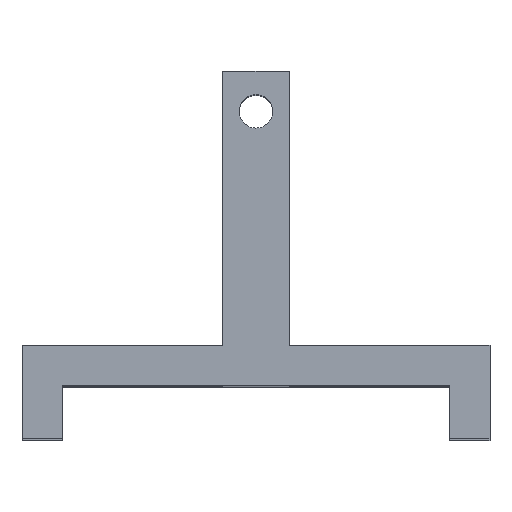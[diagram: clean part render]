
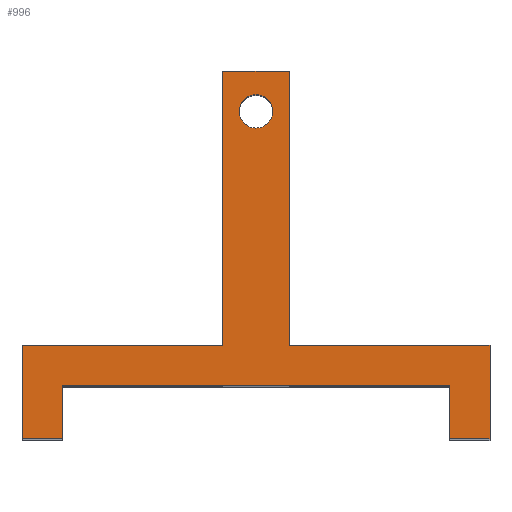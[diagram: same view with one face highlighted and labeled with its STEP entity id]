
A CAD part, top view. The second image highlights one B-rep face of the part: STEP entity #996.
In plain terms, the highlighted planar face has unit normal (0, 0, 1).
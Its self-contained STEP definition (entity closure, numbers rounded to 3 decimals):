
#28=FACE_BOUND('',#178,.T.);
#68=PLANE('',#1070);
#116=FACE_OUTER_BOUND('',#177,.T.);
#177=EDGE_LOOP('',(#916,#917,#918,#919,#920,#921,#922,#923,#924,#925,#926,
#927));
#178=EDGE_LOOP('',(#928));
#197=LINE('',#1361,#323);
#201=LINE('',#1369,#327);
#216=LINE('',#1412,#342);
#220=LINE('',#1419,#346);
#222=LINE('',#1422,#348);
#267=LINE('',#1519,#393);
#273=LINE('',#1531,#399);
#279=LINE('',#1540,#405);
#299=LINE('',#1575,#425);
#301=LINE('',#1579,#427);
#304=LINE('',#1588,#430);
#305=LINE('',#1590,#431);
#323=VECTOR('',#1105,10.);
#327=VECTOR('',#1109,10.);
#342=VECTOR('',#1140,10.);
#346=VECTOR('',#1146,10.);
#348=VECTOR('',#1150,10.);
#393=VECTOR('',#1245,10.);
#399=VECTOR('',#1255,10.);
#405=VECTOR('',#1263,10.);
#425=VECTOR('',#1293,10.);
#427=VECTOR('',#1297,10.);
#430=VECTOR('',#1312,10.);
#431=VECTOR('',#1315,10.);
#440=CIRCLE('',#1026,12.5);
#459=VERTEX_POINT('',#1358);
#460=VERTEX_POINT('',#1360);
#463=VERTEX_POINT('',#1366);
#464=VERTEX_POINT('',#1368);
#482=VERTEX_POINT('',#1406);
#483=VERTEX_POINT('',#1410);
#484=VERTEX_POINT('',#1411);
#512=VERTEX_POINT('',#1516);
#513=VERTEX_POINT('',#1518);
#517=VERTEX_POINT('',#1530);
#519=VERTEX_POINT('',#1538);
#529=VERTEX_POINT('',#1573);
#530=VERTEX_POINT('',#1577);
#549=EDGE_CURVE('',#459,#460,#197,.T.);
#553=EDGE_CURVE('',#463,#464,#201,.T.);
#573=EDGE_CURVE('',#482,#482,#440,.T.);
#574=EDGE_CURVE('',#483,#484,#216,.T.);
#578=EDGE_CURVE('',#464,#483,#220,.T.);
#580=EDGE_CURVE('',#484,#459,#222,.T.);
#629=EDGE_CURVE('',#512,#513,#267,.T.);
#635=EDGE_CURVE('',#513,#517,#273,.T.);
#641=EDGE_CURVE('',#519,#512,#279,.T.);
#661=EDGE_CURVE('',#519,#529,#299,.T.);
#663=EDGE_CURVE('',#530,#529,#301,.T.);
#666=EDGE_CURVE('',#530,#460,#304,.T.);
#667=EDGE_CURVE('',#517,#463,#305,.T.);
#916=ORIENTED_EDGE('',*,*,#666,.T.);
#917=ORIENTED_EDGE('',*,*,#549,.F.);
#918=ORIENTED_EDGE('',*,*,#580,.F.);
#919=ORIENTED_EDGE('',*,*,#574,.F.);
#920=ORIENTED_EDGE('',*,*,#578,.F.);
#921=ORIENTED_EDGE('',*,*,#553,.F.);
#922=ORIENTED_EDGE('',*,*,#667,.F.);
#923=ORIENTED_EDGE('',*,*,#635,.F.);
#924=ORIENTED_EDGE('',*,*,#629,.F.);
#925=ORIENTED_EDGE('',*,*,#641,.F.);
#926=ORIENTED_EDGE('',*,*,#661,.T.);
#927=ORIENTED_EDGE('',*,*,#663,.F.);
#928=ORIENTED_EDGE('',*,*,#573,.F.);
#996=ADVANCED_FACE('',(#116,#28),#68,.T.);
#1026=AXIS2_PLACEMENT_3D('',#1408,#1136,#1137);
#1070=AXIS2_PLACEMENT_3D('',#1589,#1313,#1314);
#1105=DIRECTION('',(1.,0.,0.));
#1109=DIRECTION('',(1.,0.,0.));
#1136=DIRECTION('center_axis',(0.,0.,1.));
#1137=DIRECTION('ref_axis',(1.,0.,0.));
#1140=DIRECTION('',(1.,0.,0.));
#1146=DIRECTION('',(0.,1.,0.));
#1150=DIRECTION('',(0.,-1.,0.));
#1245=DIRECTION('',(0.,-1.,0.));
#1255=DIRECTION('',(-1.,0.,0.));
#1263=DIRECTION('',(-1.,0.,0.));
#1293=DIRECTION('',(0.,-1.,0.));
#1297=DIRECTION('',(-1.,0.,0.));
#1312=DIRECTION('',(0.,1.,0.));
#1313=DIRECTION('center_axis',(0.,0.,1.));
#1314=DIRECTION('ref_axis',(1.,0.,0.));
#1315=DIRECTION('',(0.,1.,0.));
#1358=CARTESIAN_POINT('',(25.,30.,400.));
#1360=CARTESIAN_POINT('',(175.,30.,400.));
#1361=CARTESIAN_POINT('',(175.,30.,400.));
#1366=CARTESIAN_POINT('',(-175.,30.,400.));
#1368=CARTESIAN_POINT('',(-25.,30.,400.));
#1369=CARTESIAN_POINT('',(175.,30.,400.));
#1406=CARTESIAN_POINT('',(-12.5,205.,400.));
#1408=CARTESIAN_POINT('Origin',(0.,205.,400.));
#1410=CARTESIAN_POINT('',(-25.,235.,400.));
#1411=CARTESIAN_POINT('',(25.,235.,400.));
#1412=CARTESIAN_POINT('',(-25.,235.,400.));
#1419=CARTESIAN_POINT('',(-25.,30.,400.));
#1422=CARTESIAN_POINT('',(25.,235.,400.));
#1516=CARTESIAN_POINT('',(-145.,0.,400.));
#1518=CARTESIAN_POINT('',(-145.,-40.,400.));
#1519=CARTESIAN_POINT('',(-145.,0.,400.));
#1530=CARTESIAN_POINT('',(-175.,-40.,400.));
#1531=CARTESIAN_POINT('',(-175.,-40.,400.));
#1538=CARTESIAN_POINT('',(145.,0.,400.));
#1540=CARTESIAN_POINT('',(175.,0.,400.));
#1573=CARTESIAN_POINT('',(145.,-40.,400.));
#1575=CARTESIAN_POINT('',(145.,0.,400.));
#1577=CARTESIAN_POINT('',(175.,-40.,400.));
#1579=CARTESIAN_POINT('',(175.,-40.,400.));
#1588=CARTESIAN_POINT('',(175.,0.,400.));
#1589=CARTESIAN_POINT('Origin',(-175.,0.,400.));
#1590=CARTESIAN_POINT('',(-175.,0.,400.));
